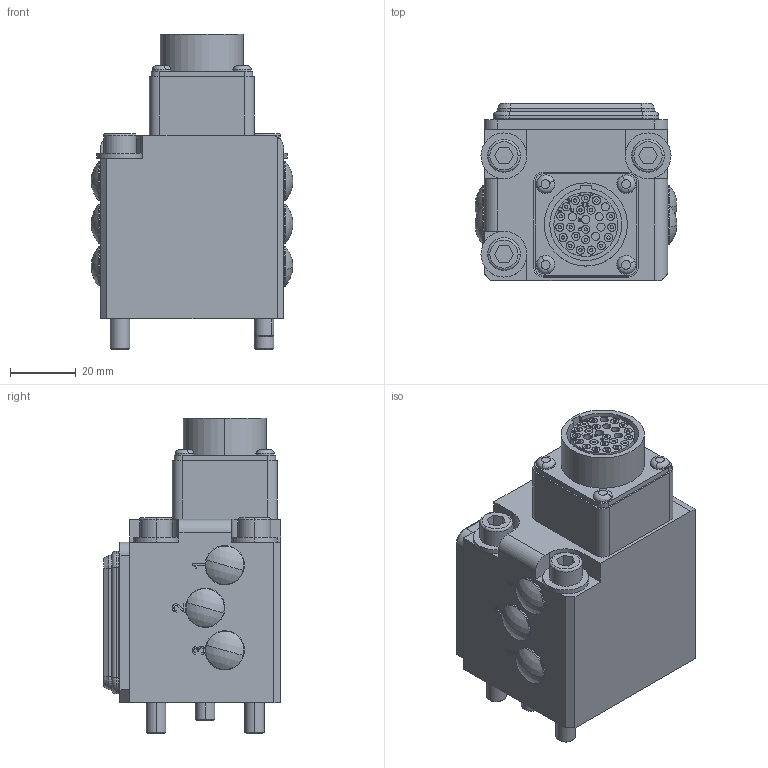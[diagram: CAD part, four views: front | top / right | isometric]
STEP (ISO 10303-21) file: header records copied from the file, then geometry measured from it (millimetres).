
FILE_DESCRIPTION (( 'STEP AP214' ), '1' );
FILE_NAME ('P7225.STEP', '2022-04-05T13:04:50', ( '' ), ( '' ), 'SwSTEP 2.0', 'SolidWorks 2019', '' );
FILE_SCHEMA (( 'AUTOMOTIVE_DESIGN' ));
Length unit declared in the file: millimetre
Products named in the file (1): P7225
Bounding box: 61.6 x 54.04 x 96.4 mm (x, y, z)
Volume: 189047.1 mm3; surface area: 65675.6 mm2
Topology: 70 solids, 70 shells, 1158 faces, 2555 edges, 1658 vertices
Faces by surface type: cylinder 508, plane 429, bspline 111, torus 62, cone 36, sphere 12
Entity records: 51624 total; most frequent: CARTESIAN_POINT 12002, DIRECTION 5590, ORIENTED_EDGE 5102, EDGE_CURVE 2551, AXIS2_PLACEMENT_3D 2214, VERTEX_POINT 1658, EDGE_LOOP 1403, UNCERTAINTY_MEASURE_WITH_UNIT 1230
